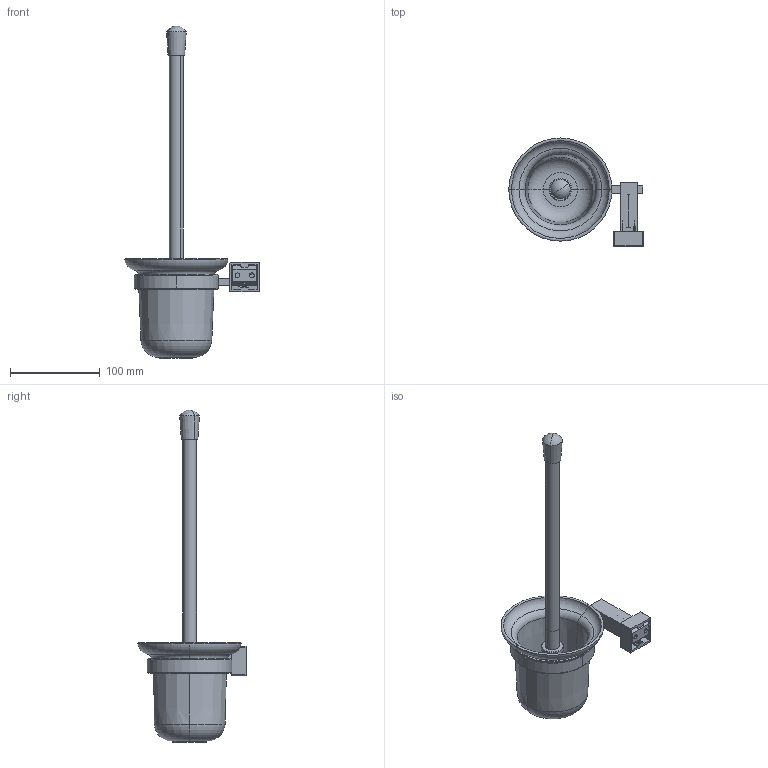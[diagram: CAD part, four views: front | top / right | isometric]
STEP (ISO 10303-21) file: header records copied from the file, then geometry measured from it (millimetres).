
FILE_DESCRIPTION (( 'STEP AP203' ), '1' );
FILE_NAME ('1588鎮肭戚.STEP', '2016-07-20T00:48:01', ( '迾輿躂瑞' ), ( 'WwW.YlmF.CoM' ), 'SwSTEP 2.0', 'SolidWorks 2012', '' );
FILE_SCHEMA (( 'CONFIG_CONTROL_DESIGN' ));
Length unit declared in the file: millimetre
Products named in the file (16): 1588鎮肭戚; 11鎮肭梟; 11鎮肭梟裔; 11鎮肭梟芃芛; 11鎮肭戚; 14鎮戚呿蹋; 15鎮肭戚殤; 14马杯圈; 15戚殤諉裝; 内六角尖端紧定螺丝M5X10; 囀鞠褒蹟佪M4X8; 圉埴芛蹟佪M4X8; 15假蚾え; 15等裝芛; 15釱
Assembly tree (16 placements, depth 3):
  1588鎮肭戚
    15釱
    15等裝芛
    15假蚾え
    圉埴芛蹟佪M4X8  x2
    囀鞠褒蹟佪M4X8
    内六角尖端紧定螺丝M5X10
    15鎮肭戚殤
      15戚殤諉裝
      14马杯圈
    14鎮戚呿蹋
    11鎮肭戚
    11鎮肭梟
      11鎮肭梟芃芛
      11鎮肭梟
      11鎮肭梟裔
Bounding box: 149.84 x 120.39 x 370 mm (x, y, z)
Volume: 155898.1 mm3; surface area: 138769 mm2
Topology: 14 solids, 14 shells, 450 faces, 1157 edges, 740 vertices
Faces by surface type: cylinder 195, plane 147, cone 55, torus 28, bspline 25
Entity records: 24119 total; most frequent: CARTESIAN_POINT 13259, ORIENTED_EDGE 2014, DIRECTION 1819, EDGE_CURVE 1007, AXIS2_PLACEMENT_3D 683, VERTEX_POINT 648, VECTOR 453, LINE 453
